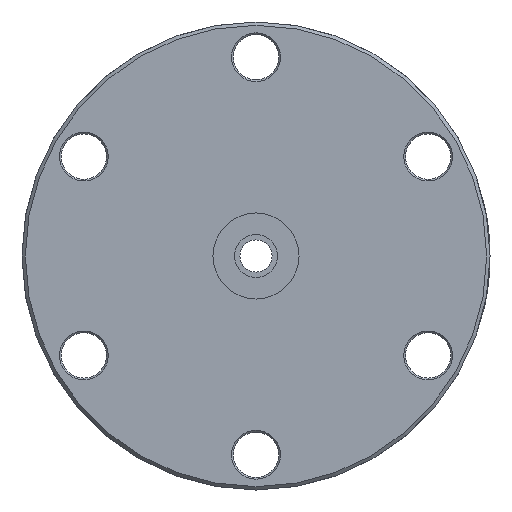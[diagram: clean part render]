
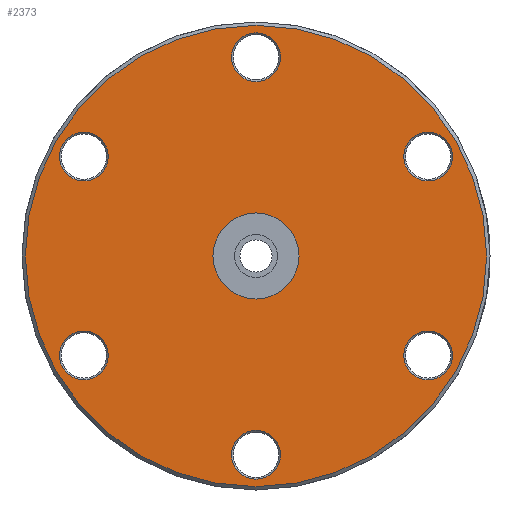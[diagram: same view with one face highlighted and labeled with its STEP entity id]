
A CAD part, front view. The second image highlights one B-rep face of the part: STEP entity #2373.
In plain terms, the highlighted planar face has unit normal (0, -1, 0).
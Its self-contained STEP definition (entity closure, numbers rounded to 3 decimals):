
#206=FACE_BOUND('',#446,.T.);
#207=FACE_BOUND('',#447,.T.);
#208=FACE_BOUND('',#448,.T.);
#209=FACE_BOUND('',#449,.T.);
#210=FACE_BOUND('',#450,.T.);
#211=FACE_BOUND('',#451,.T.);
#212=FACE_BOUND('',#452,.T.);
#234=PLANE('',#2622);
#306=FACE_OUTER_BOUND('',#445,.T.);
#445=EDGE_LOOP('',(#1621));
#446=EDGE_LOOP('',(#1622));
#447=EDGE_LOOP('',(#1623));
#448=EDGE_LOOP('',(#1624));
#449=EDGE_LOOP('',(#1625));
#450=EDGE_LOOP('',(#1626));
#451=EDGE_LOOP('',(#1627));
#452=EDGE_LOOP('',(#1628));
#898=CIRCLE('',#2616,6.35);
#902=CIRCLE('',#2621,34.05);
#903=CIRCLE('',#2623,3.6);
#904=CIRCLE('',#2624,3.6);
#905=CIRCLE('',#2625,3.6);
#906=CIRCLE('',#2626,3.6);
#907=CIRCLE('',#2627,3.6);
#908=CIRCLE('',#2628,3.6);
#1003=VERTEX_POINT('',#3477);
#1007=VERTEX_POINT('',#3487);
#1008=VERTEX_POINT('',#3491);
#1009=VERTEX_POINT('',#3493);
#1010=VERTEX_POINT('',#3495);
#1011=VERTEX_POINT('',#3497);
#1012=VERTEX_POINT('',#3499);
#1013=VERTEX_POINT('',#3501);
#1246=EDGE_CURVE('',#1003,#1003,#898,.T.);
#1252=EDGE_CURVE('',#1007,#1007,#902,.T.);
#1253=EDGE_CURVE('',#1008,#1008,#903,.T.);
#1254=EDGE_CURVE('',#1009,#1009,#904,.T.);
#1255=EDGE_CURVE('',#1010,#1010,#905,.T.);
#1256=EDGE_CURVE('',#1011,#1011,#906,.T.);
#1257=EDGE_CURVE('',#1012,#1012,#907,.T.);
#1258=EDGE_CURVE('',#1013,#1013,#908,.T.);
#1621=ORIENTED_EDGE('',*,*,#1252,.F.);
#1622=ORIENTED_EDGE('',*,*,#1246,.T.);
#1623=ORIENTED_EDGE('',*,*,#1253,.F.);
#1624=ORIENTED_EDGE('',*,*,#1254,.F.);
#1625=ORIENTED_EDGE('',*,*,#1255,.F.);
#1626=ORIENTED_EDGE('',*,*,#1256,.F.);
#1627=ORIENTED_EDGE('',*,*,#1257,.F.);
#1628=ORIENTED_EDGE('',*,*,#1258,.F.);
#2373=ADVANCED_FACE('',(#306,#206,#207,#208,#209,#210,#211,#212),#234,.T.);
#2616=AXIS2_PLACEMENT_3D('',#3478,#2858,#2859);
#2621=AXIS2_PLACEMENT_3D('',#3489,#2870,#2871);
#2622=AXIS2_PLACEMENT_3D('',#3490,#2872,#2873);
#2623=AXIS2_PLACEMENT_3D('',#3492,#2874,#2875);
#2624=AXIS2_PLACEMENT_3D('',#3494,#2876,#2877);
#2625=AXIS2_PLACEMENT_3D('',#3496,#2878,#2879);
#2626=AXIS2_PLACEMENT_3D('',#3498,#2880,#2881);
#2627=AXIS2_PLACEMENT_3D('',#3500,#2882,#2883);
#2628=AXIS2_PLACEMENT_3D('',#3502,#2884,#2885);
#2858=DIRECTION('center_axis',(0.,1.,0.));
#2859=DIRECTION('ref_axis',(-1.,0.,0.));
#2870=DIRECTION('center_axis',(0.,1.,0.));
#2871=DIRECTION('ref_axis',(1.,0.,0.));
#2872=DIRECTION('center_axis',(0.,-1.,0.));
#2873=DIRECTION('ref_axis',(0.,0.,-1.));
#2874=DIRECTION('center_axis',(0.,-1.,0.));
#2875=DIRECTION('ref_axis',(0.5,0.,0.866));
#2876=DIRECTION('center_axis',(0.,-1.,0.));
#2877=DIRECTION('ref_axis',(-1.,0.,0.));
#2878=DIRECTION('center_axis',(0.,-1.,0.));
#2879=DIRECTION('ref_axis',(0.5,0.,-0.866));
#2880=DIRECTION('center_axis',(0.,-1.,0.));
#2881=DIRECTION('ref_axis',(1.,0.,0.));
#2882=DIRECTION('center_axis',(0.,-1.,0.));
#2883=DIRECTION('ref_axis',(-0.5,0.,-0.866));
#2884=DIRECTION('center_axis',(0.,-1.,0.));
#2885=DIRECTION('ref_axis',(-0.5,0.,0.866));
#3477=CARTESIAN_POINT('',(6.35,0.,0.));
#3478=CARTESIAN_POINT('Origin',(0.,0.,0.));
#3487=CARTESIAN_POINT('',(-34.05,0.,0.));
#3489=CARTESIAN_POINT('Origin',(0.,0.,0.));
#3490=CARTESIAN_POINT('Origin',(-34.55,0.,0.));
#3491=CARTESIAN_POINT('',(23.618,0.,-17.793));
#3492=CARTESIAN_POINT('Origin',(25.418,0.,-14.675));
#3493=CARTESIAN_POINT('',(3.6,0.,29.35));
#3494=CARTESIAN_POINT('Origin',(0.,0.,29.35));
#3495=CARTESIAN_POINT('',(-27.218,0.,-11.557));
#3496=CARTESIAN_POINT('Origin',(-25.418,0.,-14.675));
#3497=CARTESIAN_POINT('',(-3.6,0.,-29.35));
#3498=CARTESIAN_POINT('Origin',(0.,0.,-29.35));
#3499=CARTESIAN_POINT('',(-23.618,0.,17.793));
#3500=CARTESIAN_POINT('Origin',(-25.418,0.,14.675));
#3501=CARTESIAN_POINT('',(27.218,0.,11.557));
#3502=CARTESIAN_POINT('Origin',(25.418,0.,14.675));
